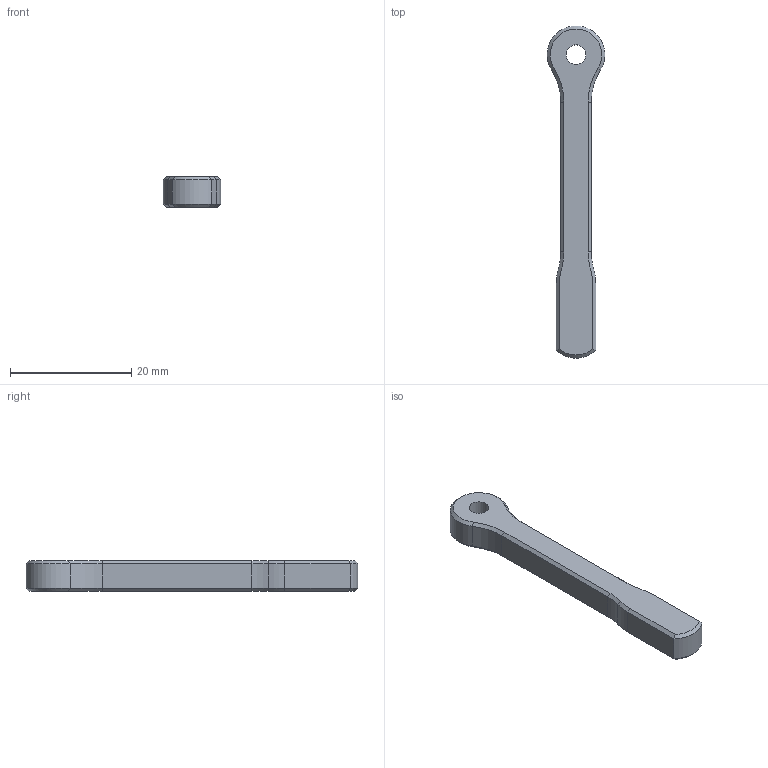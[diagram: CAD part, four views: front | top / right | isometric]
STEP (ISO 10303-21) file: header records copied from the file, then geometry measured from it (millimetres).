
FILE_DESCRIPTION(/* description */ (''),/* implementation_level */ '2;1');
FILE_NAME(/* name */ 'Leg.step',/* time_stamp */ '2021-04-10T09:11:57-07:00',/* author */ (''),/* organization */ (''),/* preprocessor_version */ 'ST-DEVELOPER v18.1',/* originating_system */ 'Autodesk Translation Framework v10.6.0.1341',/* authorisation */ '');
FILE_SCHEMA (('AUTOMOTIVE_DESIGN { 1 0 10303 214 3 1 1 }'));
Length unit declared in the file: millimetre
Products named in the file (1): Leg
Bounding box: 9.49 x 54.72 x 5 mm (x, y, z)
Volume: 1503.2 mm3; surface area: 1237 mm2
Topology: 1 solids, 1 shells, 92 faces, 243 edges, 154 vertices
Faces by surface type: plane 41, cone 29, cylinder 22
Full cylindrical faces by diameter (mm): 3.25 x1
Entity records: 2889 total; most frequent: CARTESIAN_POINT 554, DIRECTION 511, ORIENTED_EDGE 486, EDGE_CURVE 243, AXIS2_PLACEMENT_3D 205, VERTEX_POINT 154, LINE 101, VECTOR 101
